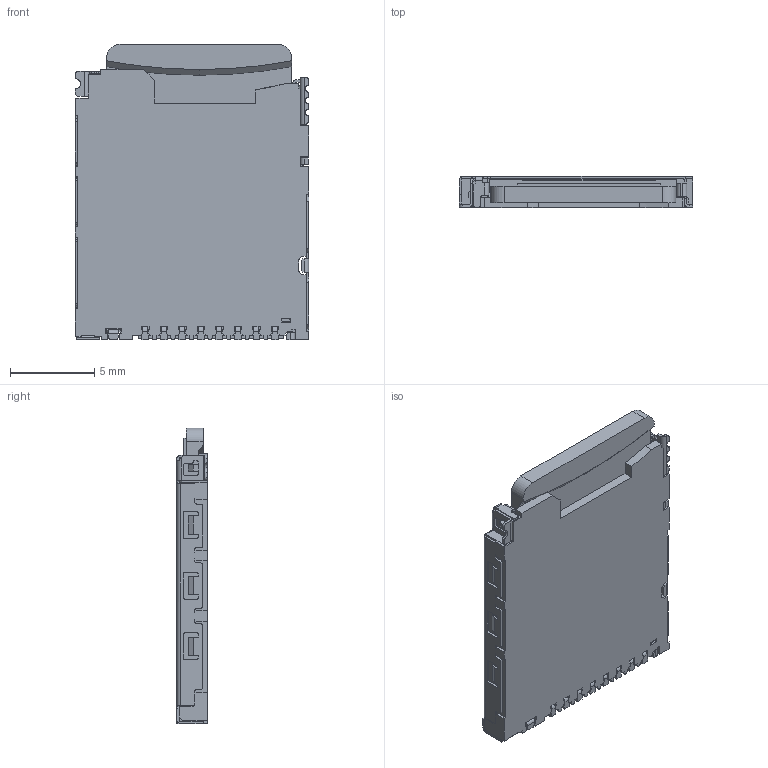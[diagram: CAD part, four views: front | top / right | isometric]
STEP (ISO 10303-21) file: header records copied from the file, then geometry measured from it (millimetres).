
FILE_DESCRIPTION (( 'STEP AP214' ), '1' );
FILE_NAME ('Hirose DM3BT-DSF-PEJS.STEP', '2016-01-11T05:31:32', ( '' ), ( '' ), 'SwSTEP 2.0', 'SolidWorks 2015', '' );
FILE_SCHEMA (( 'AUTOMOTIVE_DESIGN' ));
Length unit declared in the file: millimetre
Products named in the file (5): DM3BT; CARD; Hirose DM3BT-DSF-PEJS
Assembly tree (4 placements, depth 3):
  Hirose DM3BT-DSF-PEJS
    CARD
      CARD
    DM3BT
      DM3BT
Bounding box: 13.85 x 1.83 x 17.55 mm (x, y, z)
Volume: 316 mm3; surface area: 1305.3 mm2
Topology: 2 solids, 21 shells, 1078 faces, 3011 edges, 1983 vertices
Faces by surface type: plane 857, cylinder 215, torus 4, cone 2
Entity records: 40010 total; most frequent: CARTESIAN_POINT 9323, ORIENTED_EDGE 6022, DIRECTION 4583, EDGE_CURVE 3011, LINE 2341, VECTOR 2341, VERTEX_POINT 1983, AXIS2_PLACEMENT_3D 1121
